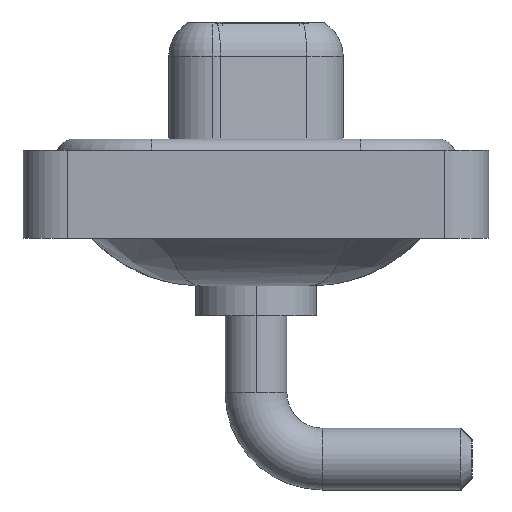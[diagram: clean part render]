
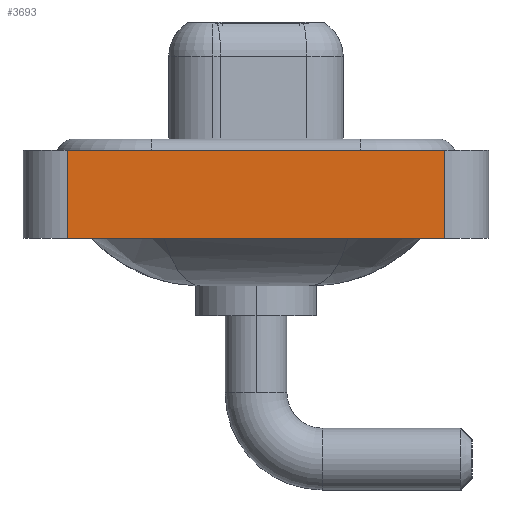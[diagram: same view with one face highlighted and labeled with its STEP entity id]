
A CAD part, left-side view. The second image highlights one B-rep face of the part: STEP entity #3693.
In plain terms, the highlighted planar face has unit normal (-1, 0, 0).
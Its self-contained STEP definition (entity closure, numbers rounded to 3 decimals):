
#519 = LINE ( 'NONE', #11159, #12622 ) ;
#525 = FACE_OUTER_BOUND ( 'NONE', #3210, .T. ) ;
#703 = DIRECTION ( 'NONE',  ( 0., 0., 1. ) ) ;
#825 = EDGE_CURVE ( 'NONE', #11904, #7573, #519, .T. ) ;
#1529 = VECTOR ( 'NONE', #16809, 1000. ) ;
#1705 = DIRECTION ( 'NONE',  ( 0., -1., 0. ) ) ;
#1909 = DIRECTION ( 'NONE',  ( 0., 0., 1. ) ) ;
#3210 = EDGE_LOOP ( 'NONE', ( #5481, #5819, #3630, #13923 ) ) ;
#3630 = ORIENTED_EDGE ( 'NONE', *, *, #14735, .F. ) ;
#3693 = ADVANCED_FACE ( 'NONE', ( #525 ), #5704, .T. ) ;
#3868 = VECTOR ( 'NONE', #1909, 1000. ) ;
#4104 = LINE ( 'NONE', #16350, #14610 ) ;
#5361 = CARTESIAN_POINT ( 'NONE',  ( -7.25, 8.55, -3.6 ) ) ;
#5481 = ORIENTED_EDGE ( 'NONE', *, *, #8667, .T. ) ;
#5704 = PLANE ( 'NONE',  #16780 ) ;
#5819 = ORIENTED_EDGE ( 'NONE', *, *, #825, .F. ) ;
#6818 = DIRECTION ( 'NONE',  ( -1., 0., 0. ) ) ;
#7112 = LINE ( 'NONE', #12124, #3868 ) ;
#7573 = VERTEX_POINT ( 'NONE', #15799 ) ;
#8667 = EDGE_CURVE ( 'NONE', #12843, #7573, #7112, .T. ) ;
#9486 = CARTESIAN_POINT ( 'NONE',  ( -7.25, 8.55, 0.4 ) ) ;
#11159 = CARTESIAN_POINT ( 'NONE',  ( -7.25, -8.55, 0.4 ) ) ;
#11904 = VERTEX_POINT ( 'NONE', #9486 ) ;
#12010 = DIRECTION ( 'NONE',  ( 0., 0., 1. ) ) ;
#12124 = CARTESIAN_POINT ( 'NONE',  ( -7.25, -8.55, -3.6 ) ) ;
#12603 = EDGE_CURVE ( 'NONE', #15881, #12843, #15528, .T. ) ;
#12622 = VECTOR ( 'NONE', #1705, 1000. ) ;
#12843 = VERTEX_POINT ( 'NONE', #14738 ) ;
#13923 = ORIENTED_EDGE ( 'NONE', *, *, #12603, .T. ) ;
#14462 = CARTESIAN_POINT ( 'NONE',  ( -7.25, -8.55, -3.6 ) ) ;
#14610 = VECTOR ( 'NONE', #703, 1000. ) ;
#14735 = EDGE_CURVE ( 'NONE', #15881, #11904, #4104, .T. ) ;
#14738 = CARTESIAN_POINT ( 'NONE',  ( -7.25, -8.55, -3.6 ) ) ;
#15528 = LINE ( 'NONE', #16716, #1529 ) ;
#15799 = CARTESIAN_POINT ( 'NONE',  ( -7.25, -8.55, 0.4 ) ) ;
#15881 = VERTEX_POINT ( 'NONE', #5361 ) ;
#16350 = CARTESIAN_POINT ( 'NONE',  ( -7.25, 8.55, -3.6 ) ) ;
#16716 = CARTESIAN_POINT ( 'NONE',  ( -7.25, -8.55, -3.6 ) ) ;
#16780 = AXIS2_PLACEMENT_3D ( 'NONE', #14462, #6818, #12010 ) ;
#16809 = DIRECTION ( 'NONE',  ( 0., -1., 0. ) ) ;
